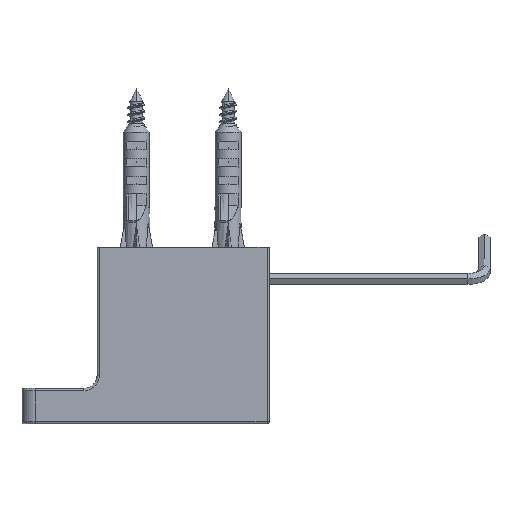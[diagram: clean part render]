
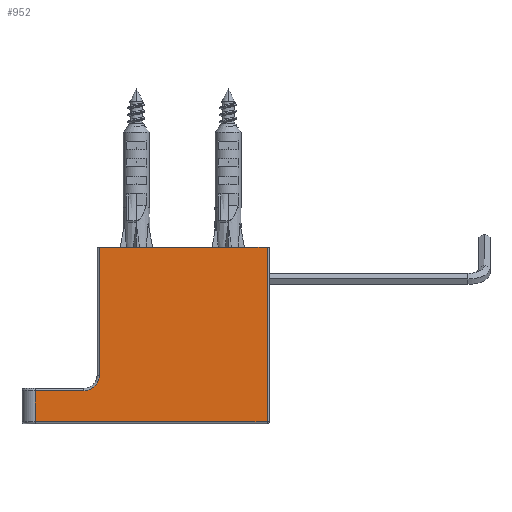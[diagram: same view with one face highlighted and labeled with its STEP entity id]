
A CAD part, left-side view. The second image highlights one B-rep face of the part: STEP entity #952.
In plain terms, the highlighted planar face has unit normal (-1, 0, 0).
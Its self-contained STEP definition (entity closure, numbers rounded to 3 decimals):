
#17=DIRECTION('',(0.,-1.,0.));
#18=VECTOR('',#17,38.);
#19=CARTESIAN_POINT('',(-10.,-0.5,32.));
#20=LINE('',#19,#18);
#277=DIRECTION('',(0.,0.,1.));
#278=VECTOR('',#277,7.);
#279=CARTESIAN_POINT('',(-10.,14.,-7.5));
#280=LINE('',#279,#278);
#281=DIRECTION('',(0.,-1.,0.));
#282=VECTOR('',#281,11.);
#283=CARTESIAN_POINT('',(-10.,14.,-0.5));
#284=LINE('',#283,#282);
#285=CARTESIAN_POINT('',(-10.,3.,3.));
#286=DIRECTION('',(-1.,0.,0.));
#287=DIRECTION('',(0.,0.,-1.));
#288=AXIS2_PLACEMENT_3D('',#285,#286,#287);
#290=DIRECTION('',(0.,0.,1.));
#291=VECTOR('',#290,29.);
#292=CARTESIAN_POINT('',(-10.,-0.5,3.));
#293=LINE('',#292,#291);
#294=DIRECTION('',(0.,0.,1.));
#295=VECTOR('',#294,39.5);
#296=CARTESIAN_POINT('',(-10.,-38.5,-7.5));
#297=LINE('',#296,#295);
#298=DIRECTION('',(0.,1.,0.));
#299=VECTOR('',#298,52.5);
#300=CARTESIAN_POINT('',(-10.,-38.5,-7.5));
#301=LINE('',#300,#299);
#445=CARTESIAN_POINT('',(-10.,-0.5,32.));
#446=CARTESIAN_POINT('',(-10.,-38.5,32.));
#447=VERTEX_POINT('',#445);
#448=VERTEX_POINT('',#446);
#489=CARTESIAN_POINT('',(-10.,-0.5,3.));
#490=VERTEX_POINT('',#489);
#491=CARTESIAN_POINT('',(-10.,3.,-0.5));
#492=VERTEX_POINT('',#491);
#497=CARTESIAN_POINT('',(-10.,-38.5,-7.5));
#498=VERTEX_POINT('',#497);
#509=CARTESIAN_POINT('',(-10.,14.,-7.5));
#510=CARTESIAN_POINT('',(-10.,14.,-0.5));
#511=VERTEX_POINT('',#509);
#512=VERTEX_POINT('',#510);
#935=CARTESIAN_POINT('',(-10.,0.,0.));
#936=DIRECTION('',(-1.,0.,0.));
#937=DIRECTION('',(0.,-1.,0.));
#938=AXIS2_PLACEMENT_3D('',#935,#936,#937);
#939=PLANE('',#938);
#940=ORIENTED_EDGE('',*,*,#926,.T.);
#942=ORIENTED_EDGE('',*,*,#941,.T.);
#944=ORIENTED_EDGE('',*,*,#943,.T.);
#946=ORIENTED_EDGE('',*,*,#945,.T.);
#947=ORIENTED_EDGE('',*,*,#546,.T.);
#948=ORIENTED_EDGE('',*,*,#773,.F.);
#949=ORIENTED_EDGE('',*,*,#798,.T.);
#950=EDGE_LOOP('',(#940,#942,#944,#946,#947,#948,#949));
#951=FACE_OUTER_BOUND('',#950,.F.);
#289=CIRCLE('',#288,3.5);
#546=EDGE_CURVE('',#447,#448,#20,.T.);
#773=EDGE_CURVE('',#498,#448,#297,.T.);
#798=EDGE_CURVE('',#498,#511,#301,.T.);
#926=EDGE_CURVE('',#511,#512,#280,.T.);
#941=EDGE_CURVE('',#512,#492,#284,.T.);
#943=EDGE_CURVE('',#492,#490,#289,.T.);
#945=EDGE_CURVE('',#490,#447,#293,.T.);
#952=ADVANCED_FACE('',(#951),#939,.T.);
